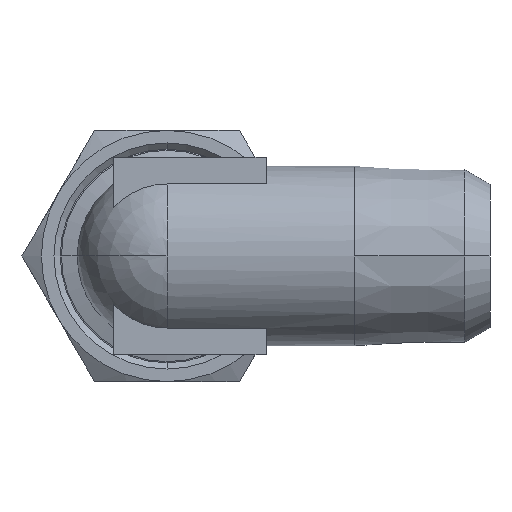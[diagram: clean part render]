
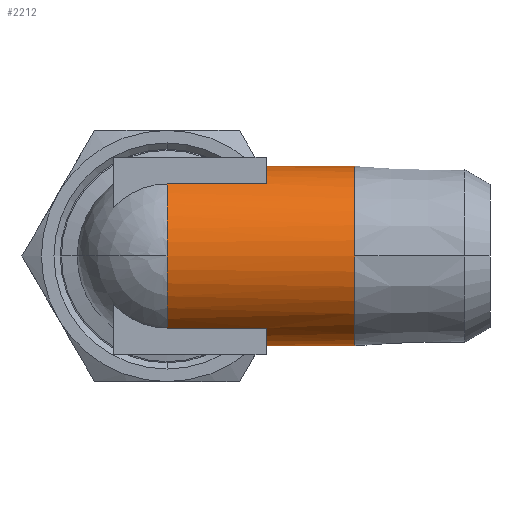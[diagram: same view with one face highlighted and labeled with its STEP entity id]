
A CAD part, left-side view. The second image highlights one B-rep face of the part: STEP entity #2212.
In plain terms, the highlighted cylindrical face has radius 5 mm (diameter 10 mm), a partial arc.
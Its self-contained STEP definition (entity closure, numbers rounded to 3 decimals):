
#2 = DIRECTION ( 'NONE',  ( 0., -1., 0. ) ) ;
#13 = CARTESIAN_POINT ( 'NONE',  ( 0., 11.536, 5. ) ) ;
#23 = CARTESIAN_POINT ( 'NONE',  ( 0., 16.482, 5. ) ) ;
#45 = CARTESIAN_POINT ( 'NONE',  ( -2.982, 16.482, -4.013 ) ) ;
#66 = FACE_OUTER_BOUND ( 'NONE', #1655, .T. ) ;
#133 = VECTOR ( 'NONE', #926, 1000. ) ;
#141 = CARTESIAN_POINT ( 'NONE',  ( -2.982, 0., 4.013 ) ) ;
#146 = EDGE_CURVE ( 'NONE', #1216, #2127, #1484, .T. ) ;
#174 = VERTEX_POINT ( 'NONE', #1427 ) ;
#183 = DIRECTION ( 'NONE',  ( 0., -1., 0. ) ) ;
#327 = EDGE_CURVE ( 'NONE', #2127, #1245, #2119, .T. ) ;
#411 = VECTOR ( 'NONE', #2, 1000. ) ;
#416 = EDGE_CURVE ( 'NONE', #1245, #174, #1182, .T. ) ;
#418 = DIRECTION ( 'NONE',  ( 0., 0., 1. ) ) ;
#484 = EDGE_CURVE ( 'NONE', #948, #660, #2123, .T. ) ;
#529 = VERTEX_POINT ( 'NONE', #2104 ) ;
#561 = DIRECTION ( 'NONE',  ( 0., -1., 0. ) ) ;
#564 = EDGE_CURVE ( 'NONE', #1403, #970, #1218, .T. ) ;
#642 = ORIENTED_EDGE ( 'NONE', *, *, #416, .T. ) ;
#660 = VERTEX_POINT ( 'NONE', #1271 ) ;
#695 = DIRECTION ( 'NONE',  ( 0., 0., -1. ) ) ;
#698 = AXIS2_PLACEMENT_3D ( 'NONE', #1620, #1117, #418 ) ;
#734 = CARTESIAN_POINT ( 'NONE',  ( -2.982, 0., -4.013 ) ) ;
#740 = CARTESIAN_POINT ( 'NONE',  ( 0., 0., 0. ) ) ;
#759 = VECTOR ( 'NONE', #2201, 1000. ) ;
#766 = AXIS2_PLACEMENT_3D ( 'NONE', #868, #1579, #876 ) ;
#789 = EDGE_CURVE ( 'NONE', #529, #660, #2184, .T. ) ;
#803 = ORIENTED_EDGE ( 'NONE', *, *, #789, .T. ) ;
#832 = ORIENTED_EDGE ( 'NONE', *, *, #146, .T. ) ;
#845 = DIRECTION ( 'NONE',  ( 0., -1., 0. ) ) ;
#851 = CARTESIAN_POINT ( 'NONE',  ( 0., 16.482, 0. ) ) ;
#852 = DIRECTION ( 'NONE',  ( 0., -1., 0. ) ) ;
#853 = ORIENTED_EDGE ( 'NONE', *, *, #1905, .F. ) ;
#868 = CARTESIAN_POINT ( 'NONE',  ( 0., 22., 0. ) ) ;
#872 = DIRECTION ( 'NONE',  ( 0., 0., -1. ) ) ;
#876 = DIRECTION ( 'NONE',  ( 0., 0., -1. ) ) ;
#916 = ORIENTED_EDGE ( 'NONE', *, *, #1486, .T. ) ;
#926 = DIRECTION ( 'NONE',  ( 0., -1., 0. ) ) ;
#948 = VERTEX_POINT ( 'NONE', #13 ) ;
#970 = VERTEX_POINT ( 'NONE', #45 ) ;
#1006 = CARTESIAN_POINT ( 'NONE',  ( -2.982, 22., -4.013 ) ) ;
#1058 = DIRECTION ( 'NONE',  ( 0., -1., 0. ) ) ;
#1105 = LINE ( 'NONE', #2134, #133 ) ;
#1117 = DIRECTION ( 'NONE',  ( 0., -1., 0. ) ) ;
#1155 = EDGE_CURVE ( 'NONE', #970, #529, #1176, .T. ) ;
#1176 = CIRCLE ( 'NONE', #1472, 5. ) ;
#1182 = CIRCLE ( 'NONE', #1871, 5. ) ;
#1216 = VERTEX_POINT ( 'NONE', #23 ) ;
#1218 = LINE ( 'NONE', #734, #1479 ) ;
#1220 = CARTESIAN_POINT ( 'NONE',  ( 0., 11.536, 0. ) ) ;
#1245 = VERTEX_POINT ( 'NONE', #1930 ) ;
#1271 = CARTESIAN_POINT ( 'NONE',  ( 0., 11.536, -5. ) ) ;
#1283 = ORIENTED_EDGE ( 'NONE', *, *, #484, .F. ) ;
#1288 = ORIENTED_EDGE ( 'NONE', *, *, #327, .T. ) ;
#1403 = VERTEX_POINT ( 'NONE', #1006 ) ;
#1427 = CARTESIAN_POINT ( 'NONE',  ( -5., 22., 0. ) ) ;
#1472 = AXIS2_PLACEMENT_3D ( 'NONE', #851, #845, #1691 ) ;
#1479 = VECTOR ( 'NONE', #561, 1000. ) ;
#1484 = CIRCLE ( 'NONE', #698, 5. ) ;
#1486 = EDGE_CURVE ( 'NONE', #174, #1403, #2011, .T. ) ;
#1552 = CARTESIAN_POINT ( 'NONE',  ( 0., 22., 0. ) ) ;
#1556 = CYLINDRICAL_SURFACE ( 'NONE', #2062, 5. ) ;
#1579 = DIRECTION ( 'NONE',  ( 0., -1., 0. ) ) ;
#1620 = CARTESIAN_POINT ( 'NONE',  ( 0., 16.482, 0. ) ) ;
#1655 = EDGE_LOOP ( 'NONE', ( #853, #832, #1288, #642, #916, #2118, #2194, #803, #1283 ) ) ;
#1691 = DIRECTION ( 'NONE',  ( 0., 0., 1. ) ) ;
#1770 = DIRECTION ( 'NONE',  ( 0., 0., -1. ) ) ;
#1871 = AXIS2_PLACEMENT_3D ( 'NONE', #1552, #852, #695 ) ;
#1905 = EDGE_CURVE ( 'NONE', #1216, #948, #1105, .T. ) ;
#1930 = CARTESIAN_POINT ( 'NONE',  ( -2.982, 22., 4.013 ) ) ;
#1990 = AXIS2_PLACEMENT_3D ( 'NONE', #1220, #183, #872 ) ;
#2011 = CIRCLE ( 'NONE', #766, 5. ) ;
#2062 = AXIS2_PLACEMENT_3D ( 'NONE', #740, #1058, #1770 ) ;
#2104 = CARTESIAN_POINT ( 'NONE',  ( 0., 16.482, -5. ) ) ;
#2118 = ORIENTED_EDGE ( 'NONE', *, *, #564, .T. ) ;
#2119 = LINE ( 'NONE', #141, #759 ) ;
#2123 = CIRCLE ( 'NONE', #1990, 5. ) ;
#2127 = VERTEX_POINT ( 'NONE', #2207 ) ;
#2134 = CARTESIAN_POINT ( 'NONE',  ( 0., 0., 5. ) ) ;
#2164 = CARTESIAN_POINT ( 'NONE',  ( 0., 0., -5. ) ) ;
#2184 = LINE ( 'NONE', #2164, #411 ) ;
#2194 = ORIENTED_EDGE ( 'NONE', *, *, #1155, .T. ) ;
#2201 = DIRECTION ( 'NONE',  ( 0., 1., 0. ) ) ;
#2207 = CARTESIAN_POINT ( 'NONE',  ( -2.982, 16.482, 4.013 ) ) ;
#2212 = ADVANCED_FACE ( 'NONE', ( #66 ), #1556, .T. ) ;
